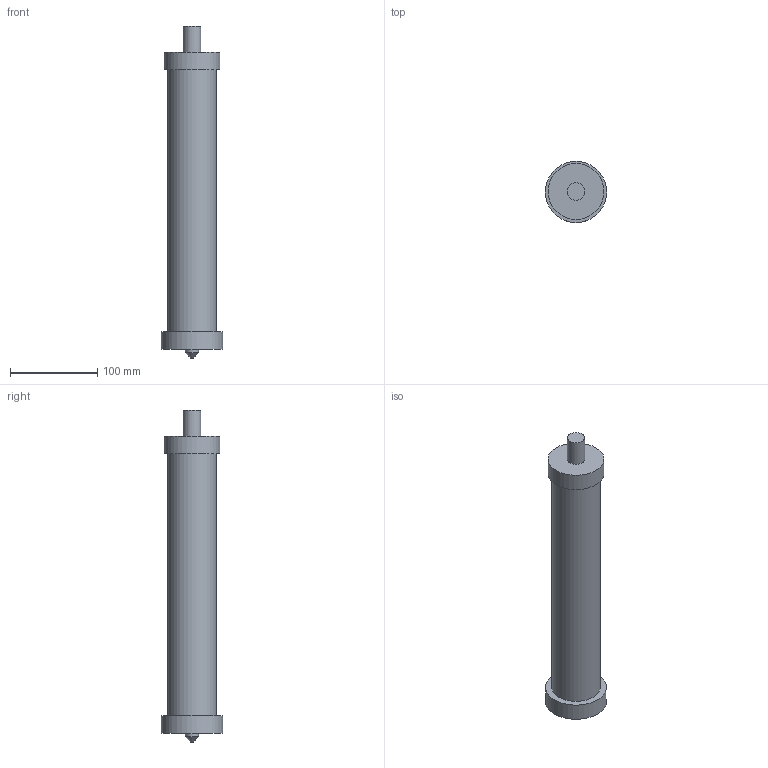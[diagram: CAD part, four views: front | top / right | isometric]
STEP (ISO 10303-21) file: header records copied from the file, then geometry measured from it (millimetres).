
FILE_DESCRIPTION( ( 'Unknown' ), '1' );
FILE_NAME( '990272 Teleskop_Druckbehälter_Eurokartusche.stp', 'Unknown', ( 'Unknown' ), ( 'Unknown' ), 'PSStep 10.1', 'Unknown', ' ' );
FILE_SCHEMA( ( 'AUTOMOTIVE_DESIGN { 1 0 10303 214 1 1 1 1 }' ) );
Length unit declared in the file: millimetre
Products named in the file (2): 1; 2
Bounding box: 70 x 70 x 380 mm (x, y, z)
Volume: 865693.1 mm3; surface area: 72271.1 mm2
Topology: 1 solids, 1 shells, 14 faces, 22 edges, 15 vertices
Faces by surface type: plane 7, cylinder 6, cone 1
Full cylindrical faces by diameter (mm): 15 x1, 20 x1, 45 x1, 55.15 x1, 64 x1, 70 x1
Entity records: 6534 total; most frequent: CARTESIAN_POINT 4874, EDGE_CURVE 440, VERTEX_POINT 440, B_SPLINE_CURVE_WITH_KNOTS 427, DIRECTION 58, AXIS2_PLACEMENT_3D 29, EDGE_LOOP 26, ORIENTED_EDGE 26
